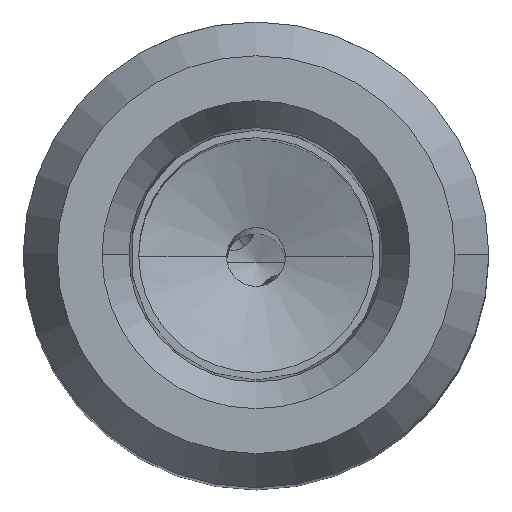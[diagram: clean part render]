
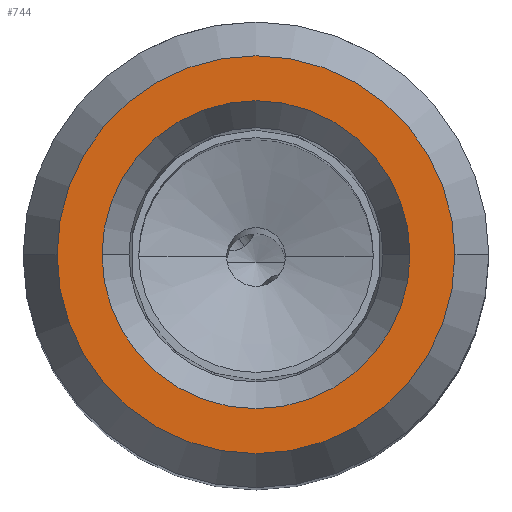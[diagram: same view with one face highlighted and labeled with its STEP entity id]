
A CAD part, top view. The second image highlights one B-rep face of the part: STEP entity #744.
In plain terms, the highlighted planar face has unit normal (0, 0, 1).
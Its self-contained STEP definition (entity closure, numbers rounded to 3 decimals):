
#132=FACE_BOUND('',#1288,.T.);
#133=FACE_BOUND('',#1289,.T.);
#298=CIRCLE('',#4910,5.25);
#309=CIRCLE('',#4929,6.783);
#310=CIRCLE('',#4931,6.783);
#311=CIRCLE('',#4933,5.25);
#744=ADVANCED_FACE('',(#132,#133),#987,.T.);
#987=PLANE('',#4934);
#1288=EDGE_LOOP('',(#1613,#1614));
#1289=EDGE_LOOP('',(#1615,#1616));
#1613=ORIENTED_EDGE('',*,*,#3615,.T.);
#1614=ORIENTED_EDGE('',*,*,#3589,.T.);
#1615=ORIENTED_EDGE('',*,*,#3611,.T.);
#1616=ORIENTED_EDGE('',*,*,#3614,.T.);
#3072=VERTEX_POINT('',#6247);
#3073=VERTEX_POINT('',#6248);
#3088=VERTEX_POINT('',#6302);
#3089=VERTEX_POINT('',#6303);
#3589=EDGE_CURVE('',#3072,#3073,#298,.T.);
#3611=EDGE_CURVE('',#3088,#3089,#309,.T.);
#3614=EDGE_CURVE('',#3089,#3088,#310,.T.);
#3615=EDGE_CURVE('',#3073,#3072,#311,.T.);
#4910=AXIS2_PLACEMENT_3D('',#6246,#5313,#5314);
#4929=AXIS2_PLACEMENT_3D('',#6301,#5359,#5360);
#4931=AXIS2_PLACEMENT_3D('',#6307,#5365,#5366);
#4933=AXIS2_PLACEMENT_3D('',#6309,#5369,#5370);
#4934=AXIS2_PLACEMENT_3D('',#6310,#5371,#5372);
#5313=DIRECTION('',(0.,0.,-1.));
#5314=DIRECTION('',(1.,0.,0.));
#5359=DIRECTION('',(0.,0.,1.));
#5360=DIRECTION('',(-1.,0.,0.));
#5365=DIRECTION('',(0.,0.,1.));
#5366=DIRECTION('',(1.,0.,0.));
#5369=DIRECTION('',(0.,0.,-1.));
#5370=DIRECTION('',(-1.,0.,0.));
#5371=DIRECTION('',(0.,0.,1.));
#5372=DIRECTION('',(-1.,0.,0.));
#6246=CARTESIAN_POINT('',(0.,0.,24.5));
#6247=CARTESIAN_POINT('',(5.25,0.,24.5));
#6248=CARTESIAN_POINT('',(-5.25,0.,24.5));
#6301=CARTESIAN_POINT('',(0.,0.,24.5));
#6302=CARTESIAN_POINT('',(-6.783,0.,24.5));
#6303=CARTESIAN_POINT('',(6.783,0.,24.5));
#6307=CARTESIAN_POINT('',(0.,0.,24.5));
#6309=CARTESIAN_POINT('',(0.,0.,24.5));
#6310=CARTESIAN_POINT('',(0.,0.,24.5));
